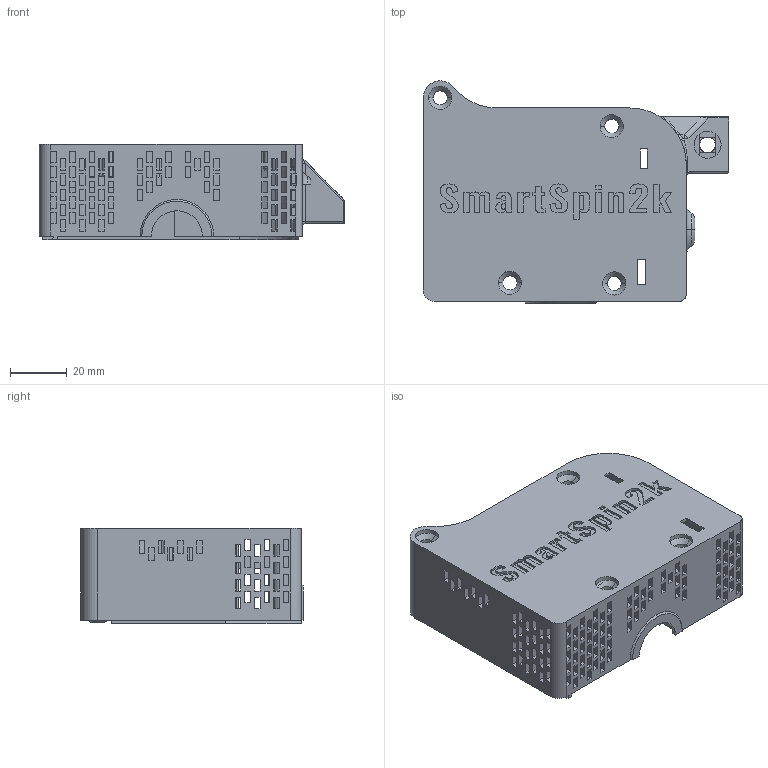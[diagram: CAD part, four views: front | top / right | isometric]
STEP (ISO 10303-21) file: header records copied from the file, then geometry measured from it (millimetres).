
FILE_DESCRIPTION (( 'STEP AP214' ), '1' );
FILE_NAME ('Body_Drawing_Right.STEP', '2025-02-15T00:51:02', ( '' ), ( '' ), 'SwSTEP 2.0', 'SolidWorks 2025', '' );
FILE_SCHEMA (( 'AUTOMOTIVE_DESIGN' ));
Length unit declared in the file: millimetre
Products named in the file (1): Body_Drawing_Right
Bounding box: 108.1 x 78.59 x 33.75 mm (x, y, z)
Volume: 51690.5 mm3; surface area: 44724.9 mm2
Topology: 1 solids, 1 shells, 1021 faces, 3063 edges, 2009 vertices
Faces by surface type: plane 817, bspline 95, cylinder 79, cone 17, torus 8, sphere 5
Entity records: 38371 total; most frequent: CARTESIAN_POINT 10908, ORIENTED_EDGE 6118, DIRECTION 4900, EDGE_CURVE 3059, VECTOR 2586, LINE 2586, VERTEX_POINT 2009, EDGE_LOOP 1280
